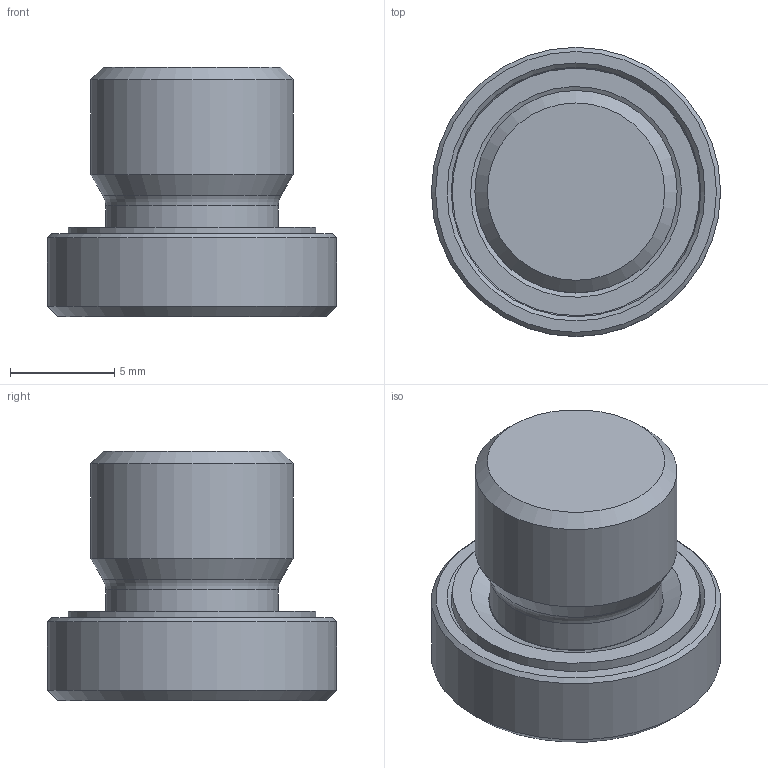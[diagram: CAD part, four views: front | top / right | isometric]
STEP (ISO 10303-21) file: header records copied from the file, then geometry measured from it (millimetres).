
FILE_DESCRIPTION((''),'2;1');
FILE_NAME('7230218.stp','2014-09-02T16:02:44',(''),('KNOMI spol. s r. o.'),'Autodesk Inventor 2012','Autodesk Inventor 2012','');
FILE_SCHEMA(('AUTOMOTIVE_DESIGN { 1 2 10303 214 0 1 1 1 }'));
Length unit declared in the file: millimetre
Products named in the file (3): ZKE G1/8; 723 02 185; 609101018
Assembly tree (2 placements, depth 2):
  ZKE G1/8
    723 02 185
    609101018
Bounding box: 13.9 x 13.9 x 12 mm (x, y, z)
Volume: 949.9 mm3; surface area: 1059.9 mm2
Topology: 2 solids, 2 shells, 46 faces, 103 edges, 65 vertices
Faces by surface type: plane 20, cylinder 13, cone 8, torus 5
Full cylindrical faces by diameter (mm): 6.2 x1, 8.3 x1, 8.4 x1, 9.728 x1, 11.9 x1, 12 x1, 13.9 x1
Entity records: 1292 total; most frequent: CARTESIAN_POINT 217, DIRECTION 208, ORIENTED_EDGE 160, AXIS2_PLACEMENT_3D 89, EDGE_CURVE 80, EDGE_LOOP 72, VERTEX_POINT 62, STYLED_ITEM 48
